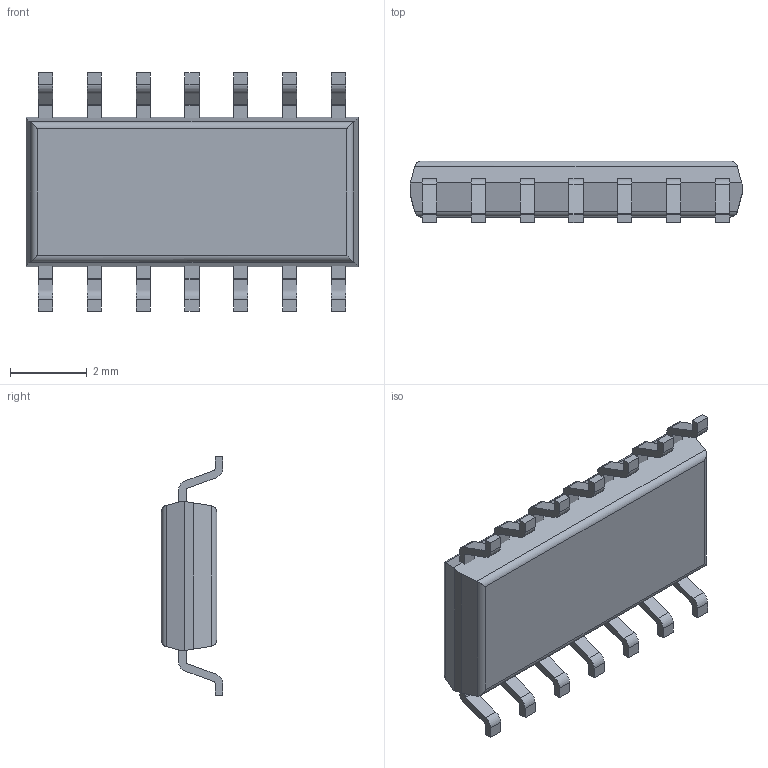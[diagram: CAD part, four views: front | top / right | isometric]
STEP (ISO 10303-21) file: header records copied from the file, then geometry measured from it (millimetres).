
FILE_DESCRIPTION( ( '' ), ' ' );
FILE_NAME( '5ab3be517f6ef70f91a417ca.step', '2018-03-22T14:32:15', ( '' ), ( '' ), ' ', ' ', ' ' );
FILE_SCHEMA( ( 'AUTOMOTIVE_DESIGN { 1 0 10303 214 1 1 1 1 }' ) );
Length unit declared in the file: metre
Products named in the file (15): 1; 2; 3; 4; 5; 6; 7; 8; 9; 10; 11; 12; 13; 14; 15
Bounding box: 8.64 x 1.6 x 6.2 mm (x, y, z)
Volume: 47.9 mm3; surface area: 125.2 mm2
Topology: 15 solids, 15 shells, 218 faces, 561 edges, 374 vertices
Faces by surface type: plane 153, cylinder 65
Full cylindrical faces by diameter (mm): 0.8 x1
Entity records: 8506 total; most frequent: CARTESIAN_POINT 1167, DIRECTION 1152, ORIENTED_EDGE 1120, EDGE_CURVE 560, LINE 434, VECTOR 434, VERTEX_POINT 374, AXIS2_PLACEMENT_3D 359
